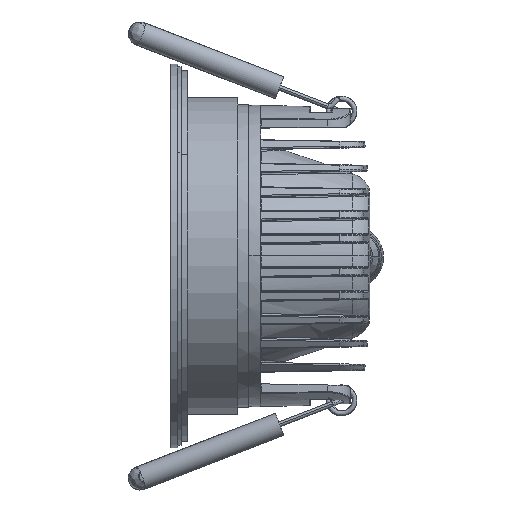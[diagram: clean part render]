
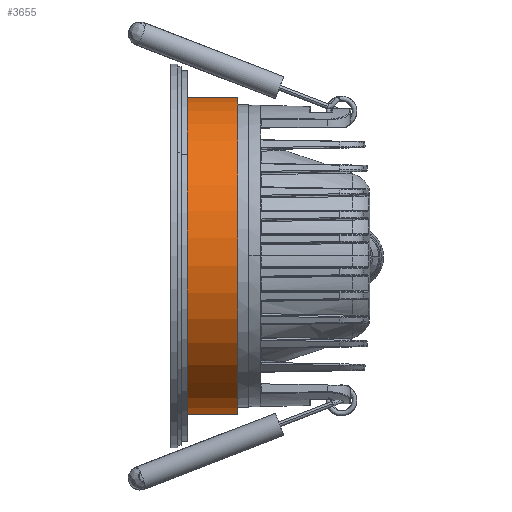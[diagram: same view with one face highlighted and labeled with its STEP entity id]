
A CAD part, top view. The second image highlights one B-rep face of the part: STEP entity #3655.
In plain terms, the highlighted cylindrical face has radius 33.5 mm (diameter 67 mm), a partial arc.
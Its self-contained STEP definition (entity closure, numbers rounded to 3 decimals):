
#407 = CARTESIAN_POINT ( 'NONE',  ( 0., 0., 2.2 ) ) ;
#1115 = ORIENTED_EDGE ( 'NONE', *, *, #81283, .F. ) ;
#3655 = ADVANCED_FACE ( 'NONE', ( #74157 ), #32412, .T. ) ;
#6568 = CIRCLE ( 'NONE', #29784, 33.5 ) ;
#11736 = ORIENTED_EDGE ( 'NONE', *, *, #55073, .T. ) ;
#12420 = VERTEX_POINT ( 'NONE', #66067 ) ;
#14045 = VERTEX_POINT ( 'NONE', #90451 ) ;
#15687 = DIRECTION ( 'NONE',  ( 0.971, 0.238, 0. ) ) ;
#17229 = CARTESIAN_POINT ( 'NONE',  ( -32.599, -7.719, 2.2 ) ) ;
#18821 = DIRECTION ( 'NONE',  ( 0., 0., -1. ) ) ;
#21604 = CARTESIAN_POINT ( 'NONE',  ( -32.599, -7.719, 2.2 ) ) ;
#24132 = VERTEX_POINT ( 'NONE', #17229 ) ;
#26559 = AXIS2_PLACEMENT_3D ( 'NONE', #407, #89177, #61680 ) ;
#27087 = DIRECTION ( 'NONE',  ( 0., 0., 1. ) ) ;
#27308 = CARTESIAN_POINT ( 'NONE',  ( -32.48, -8.204, 14.2 ) ) ;
#29781 = DIRECTION ( 'NONE',  ( 0., 0., 1. ) ) ;
#29784 = AXIS2_PLACEMENT_3D ( 'NONE', #53073, #18821, #39414 ) ;
#30984 = EDGE_LOOP ( 'NONE', ( #81696, #33059, #1115, #11736 ) ) ;
#32412 = CYLINDRICAL_SURFACE ( 'NONE', #26559, 33.5 ) ;
#33059 = ORIENTED_EDGE ( 'NONE', *, *, #37620, .T. ) ;
#37620 = EDGE_CURVE ( 'NONE', #24132, #14045, #47671, .T. ) ;
#38710 = CIRCLE ( 'NONE', #47484, 33.5 ) ;
#39414 = DIRECTION ( 'NONE',  ( -0.973, -0.23, 0. ) ) ;
#47484 = AXIS2_PLACEMENT_3D ( 'NONE', #86576, #29781, #15687 ) ;
#47671 = LINE ( 'NONE', #21604, #81555 ) ;
#51096 = EDGE_CURVE ( 'NONE', #24132, #12420, #6568, .T. ) ;
#53073 = CARTESIAN_POINT ( 'NONE',  ( 0., 0., 2.2 ) ) ;
#53830 = LINE ( 'NONE', #27308, #74040 ) ;
#55073 = EDGE_CURVE ( 'NONE', #55146, #12420, #53830, .T. ) ;
#55146 = VERTEX_POINT ( 'NONE', #81380 ) ;
#55198 = DIRECTION ( 'NONE',  ( 0., 0., -1. ) ) ;
#61680 = DIRECTION ( 'NONE',  ( -0.971, -0.238, 0. ) ) ;
#66067 = CARTESIAN_POINT ( 'NONE',  ( -32.48, -8.204, 2.2 ) ) ;
#74040 = VECTOR ( 'NONE', #55198, 1000. ) ;
#74157 = FACE_OUTER_BOUND ( 'NONE', #30984, .T. ) ;
#81283 = EDGE_CURVE ( 'NONE', #55146, #14045, #38710, .T. ) ;
#81380 = CARTESIAN_POINT ( 'NONE',  ( -32.48, -8.204, 14.2 ) ) ;
#81555 = VECTOR ( 'NONE', #27087, 1000. ) ;
#81696 = ORIENTED_EDGE ( 'NONE', *, *, #51096, .F. ) ;
#86576 = CARTESIAN_POINT ( 'NONE',  ( 0., 0., 14.2 ) ) ;
#89177 = DIRECTION ( 'NONE',  ( 0., 0., -1. ) ) ;
#90451 = CARTESIAN_POINT ( 'NONE',  ( -32.599, -7.719, 14.2 ) ) ;
